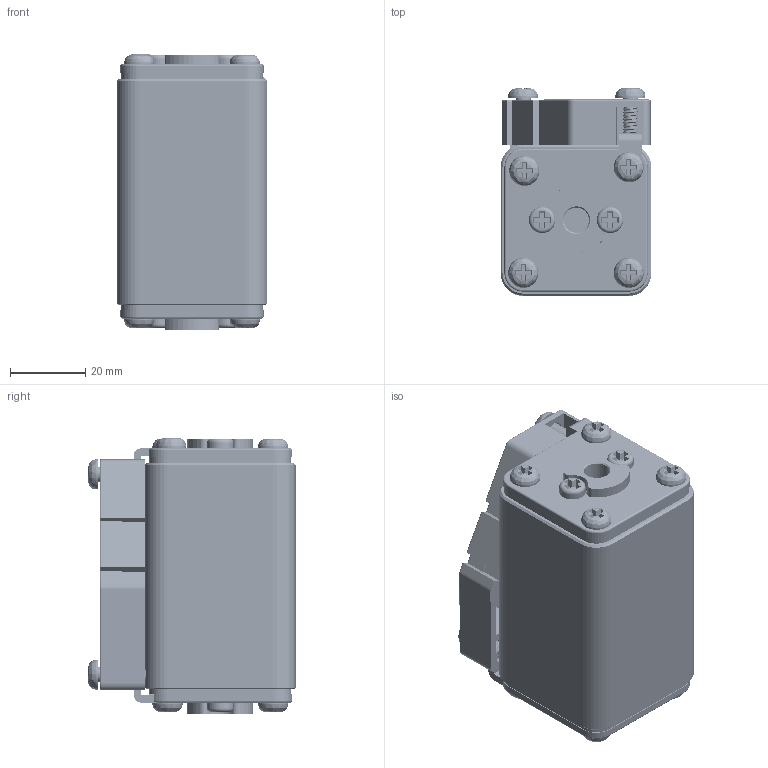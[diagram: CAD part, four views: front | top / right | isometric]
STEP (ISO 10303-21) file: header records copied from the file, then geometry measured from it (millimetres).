
FILE_DESCRIPTION(/* description */ (''),/* implementation_level */ '2;1');
FILE_NAME(/* name */ 'CDRSM-315.stp',/* time_stamp */ '2025-03-14T15:05:11+08:00',/* author */ (''),/* organization */ (''),/* preprocessor_version */ 'ST-DEVELOPER v16',/* originating_system */ 'SIEMENS PLM Software NX 10.0',/* authorisation */ '');
FILE_SCHEMA (('CONFIG_CONTROL_DESIGN'));
Products named in the file (1): 315
Bounding box: 40 x 55 x 73.15 mm (x, y, z)
Volume: 65462.4 mm3; surface area: 50935.3 mm2
Topology: 19 solids, 24 shells, 1063 faces, 2841 edges, 1857 vertices
Faces by surface type: plane 518, cylinder 405, bspline 78, cone 43, torus 19
Full cylindrical faces by diameter (mm): 1.5 x1, 3 x1, 3.2 x13, 3.3 x4, 4 x151, 4.106 x4, 4.5 x4, 5 x18, 6.7 x3, 7 x4, 8 x10, 9.5 x1, 10 x2, 14 x1, 16 x1, 20 x1, 25 x3, 30 x1
Entity records: 136507 total; most frequent: CARTESIAN_POINT 115842, ORIENTED_EDGE 4290, DIRECTION 3914, EDGE_CURVE 2145, VERTEX_POINT 1452, AXIS2_PLACEMENT_3D 1383, LINE 1148, VECTOR 1148
